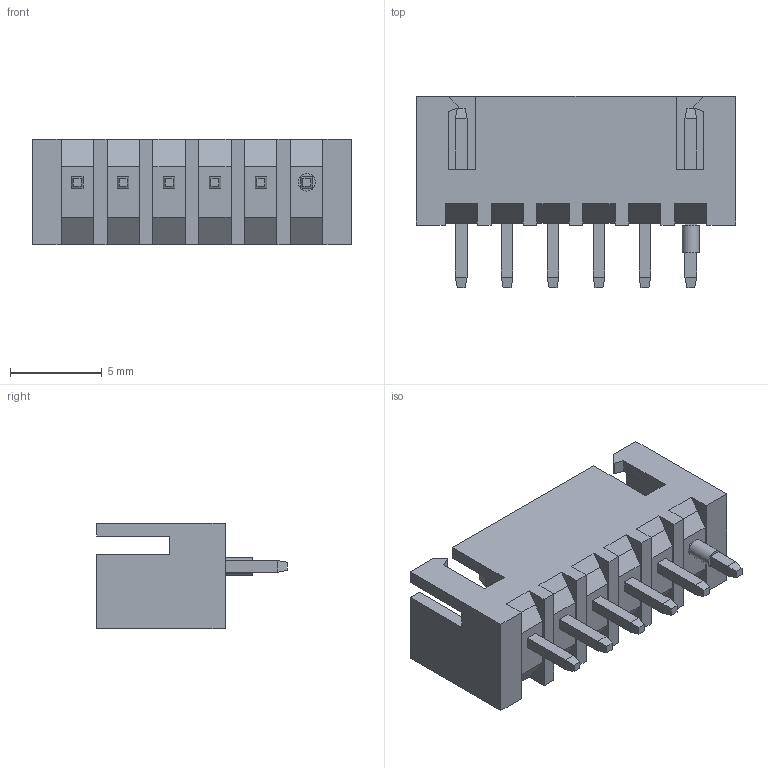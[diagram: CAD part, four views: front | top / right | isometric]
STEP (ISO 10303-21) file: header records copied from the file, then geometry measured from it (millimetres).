
FILE_DESCRIPTION(/* description */ (''),/* implementation_level */ '2;1');
FILE_NAME(/* name */ 'b6b-xh-a.step',/* time_stamp */ '2020-12-28T20:10:31+02:00',/* author */ (''),/* organization */ (''),/* preprocessor_version */ 'ST-DEVELOPER v18.1',/* originating_system */ 'Autodesk Translation Framework v9.3.0.1241',/* authorisation */ '');
FILE_SCHEMA (('AUTOMOTIVE_DESIGN { 1 0 10303 214 3 1 1 }'));
Length unit declared in the file: millimetre
Products named in the file (1): (Unsaved)
Bounding box: 17.4 x 10.4 x 5.75 mm (x, y, z)
Volume: 247.5 mm3; surface area: 909.1 mm2
Topology: 1 solids, 1 shells, 181 faces, 447 edges, 282 vertices
Faces by surface type: plane 178, cylinder 3
Full cylindrical faces by diameter (mm): 0.95 x1
Entity records: 5255 total; most frequent: CARTESIAN_POINT 911, ORIENTED_EDGE 894, DIRECTION 817, EDGE_CURVE 447, LINE 441, VECTOR 441, VERTEX_POINT 282, EDGE_LOOP 195
